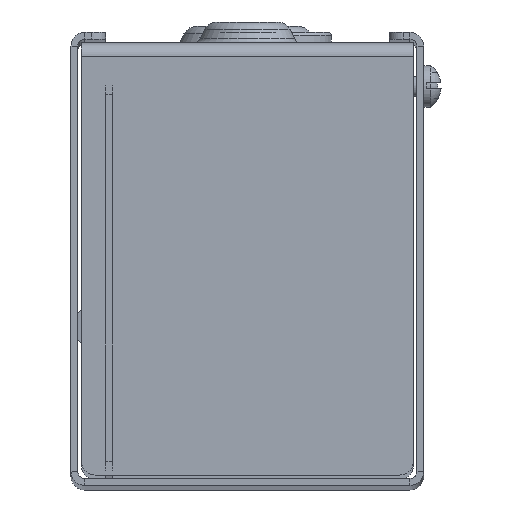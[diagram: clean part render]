
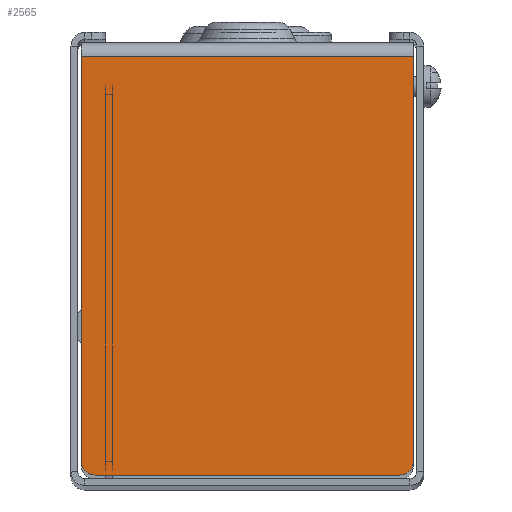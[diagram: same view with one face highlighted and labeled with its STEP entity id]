
A CAD part, top view. The second image highlights one B-rep face of the part: STEP entity #2565.
In plain terms, the highlighted planar face has unit normal (0, 0, 1).
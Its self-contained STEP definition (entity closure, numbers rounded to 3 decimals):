
#2=CARTESIAN_POINT('',(-22.,-59.5,190.));
#3=DIRECTION('',(0.,0.,1.));
#4=DIRECTION('',(-1.,0.,0.));
#5=AXIS2_PLACEMENT_3D('',#2,#3,#4);
#7=DIRECTION('',(-1.,0.,0.));
#8=VECTOR('',#7,48.);
#9=CARTESIAN_POINT('',(24.,-1.,190.));
#10=LINE('',#9,#8);
#11=CARTESIAN_POINT('',(22.,-59.5,190.));
#12=DIRECTION('',(0.,0.,1.));
#13=DIRECTION('',(0.,-1.,0.));
#14=AXIS2_PLACEMENT_3D('',#11,#12,#13);
#20=DIRECTION('',(-1.,0.,0.));
#21=VECTOR('',#20,44.);
#22=CARTESIAN_POINT('',(22.,-61.5,190.));
#23=LINE('',#22,#21);
#36=DIRECTION('',(0.,-1.,0.));
#37=VECTOR('',#36,58.5);
#38=CARTESIAN_POINT('',(24.,-1.,190.));
#39=LINE('',#38,#37);
#212=DIRECTION('',(0.,-1.,0.));
#213=VECTOR('',#212,58.5);
#214=CARTESIAN_POINT('',(-24.,-1.,190.));
#215=LINE('',#214,#213);
#2003=CARTESIAN_POINT('',(24.,-1.,190.));
#2005=VERTEX_POINT('',#2003);
#2006=CARTESIAN_POINT('',(-24.,-1.,190.));
#2007=VERTEX_POINT('',#2006);
#2026=CARTESIAN_POINT('',(-24.,-59.5,190.));
#2027=CARTESIAN_POINT('',(-22.,-61.5,190.));
#2028=VERTEX_POINT('',#2026);
#2029=VERTEX_POINT('',#2027);
#2034=CARTESIAN_POINT('',(22.,-61.5,190.));
#2035=CARTESIAN_POINT('',(24.,-59.5,190.));
#2036=VERTEX_POINT('',#2034);
#2037=VERTEX_POINT('',#2035);
#2546=CARTESIAN_POINT('',(24.,-1.,190.));
#2547=DIRECTION('',(0.,0.,-1.));
#2548=DIRECTION('',(0.,-1.,0.));
#2549=AXIS2_PLACEMENT_3D('',#2546,#2547,#2548);
#2550=PLANE('',#2549);
#2552=ORIENTED_EDGE('',*,*,#2551,.F.);
#2554=ORIENTED_EDGE('',*,*,#2553,.F.);
#2556=ORIENTED_EDGE('',*,*,#2555,.F.);
#2558=ORIENTED_EDGE('',*,*,#2557,.T.);
#2560=ORIENTED_EDGE('',*,*,#2559,.F.);
#2562=ORIENTED_EDGE('',*,*,#2561,.T.);
#2563=EDGE_LOOP('',(#2552,#2554,#2556,#2558,#2560,#2562));
#2564=FACE_OUTER_BOUND('',#2563,.F.);
#2565=ADVANCED_FACE('',(#2564),#2550,.F.);
#6=CIRCLE('',#5,2.);
#15=CIRCLE('',#14,2.);
#2551=EDGE_CURVE('',#2028,#2029,#6,.T.);
#2553=EDGE_CURVE('',#2007,#2028,#215,.T.);
#2555=EDGE_CURVE('',#2005,#2007,#10,.T.);
#2557=EDGE_CURVE('',#2005,#2037,#39,.T.);
#2559=EDGE_CURVE('',#2036,#2037,#15,.T.);
#2561=EDGE_CURVE('',#2036,#2029,#23,.T.);
